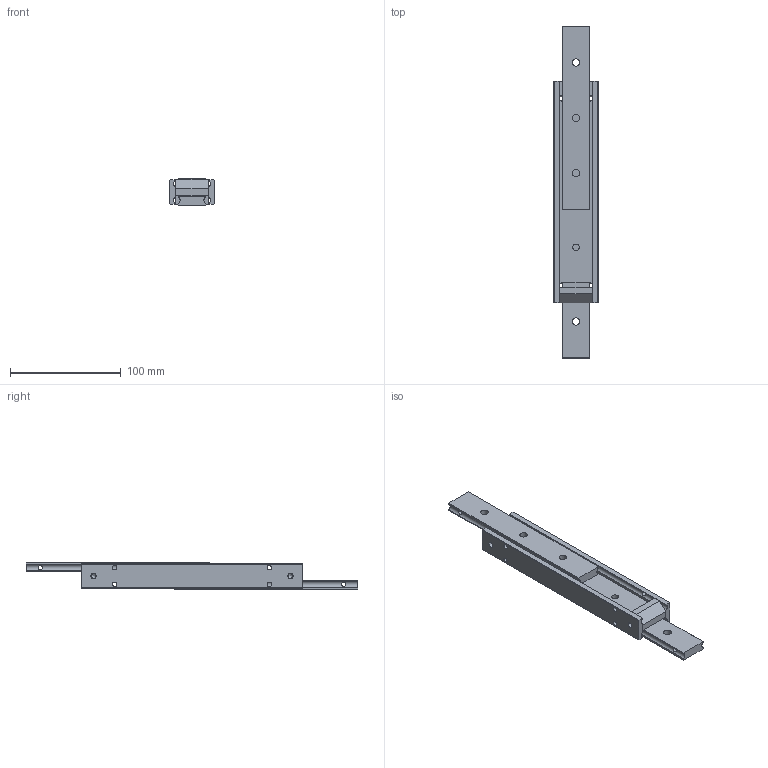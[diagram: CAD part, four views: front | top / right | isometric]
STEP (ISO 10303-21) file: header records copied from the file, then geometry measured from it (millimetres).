
FILE_DESCRIPTION(/* description */ ('SUPREME TR4024 -200/200 (24) BILEX'),/* implementation_level */ '2;1');
FILE_NAME(/* name */ 'E000148252.stp',/* time_stamp */ '2023-05-23T09:25:27+02:00',/* author */ ('r.groen'),/* organization */ (''),/* preprocessor_version */ 'ST-DEVELOPER v18.1',/* originating_system */ 'Autodesk Inventor 2022',/* authorisation */ '');
FILE_SCHEMA (('AUTOMOTIVE_DESIGN { 1 0 10303 214 3 1 1 }'));
Length unit declared in the file: millimetre
Products named in the file (4): 13840S01B; 13840S01B_1; 13840S01B_2; 13840SxxB
Assembly tree (5 placements, depth 2):
  13840S01B
    13840S01B_1
    13840S01B_2  x2
    13840SxxB  x2
Bounding box: 40 x 300 x 24 mm (x, y, z)
Volume: 125393.4 mm3; surface area: 61369.9 mm2
Topology: 5 solids, 5 shells, 116 faces, 318 edges, 214 vertices
Faces by surface type: plane 64, cylinder 48, cone 4
Full cylindrical faces by diameter (mm): 4 x4, 4.13 x8, 4.2 x4, 4.92 x4, 6 x2, 6.65 x6
Entity records: 3197 total; most frequent: CARTESIAN_POINT 867, DIRECTION 449, ORIENTED_EDGE 444, EDGE_CURVE 222, AXIS2_PLACEMENT_3D 156, VERTEX_POINT 151, LINE 137, VECTOR 137
